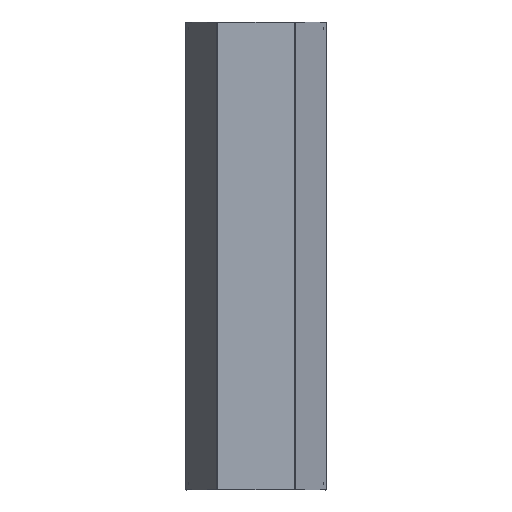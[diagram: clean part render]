
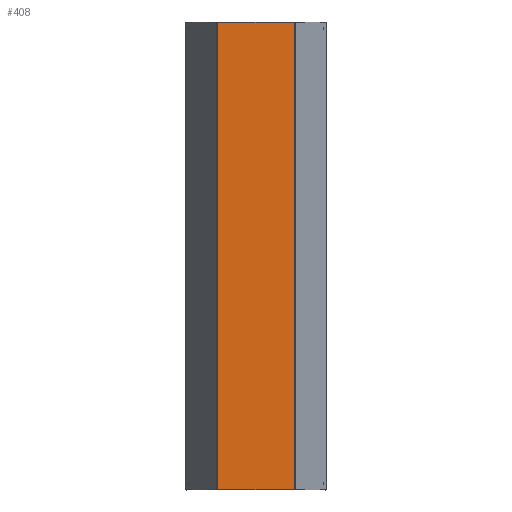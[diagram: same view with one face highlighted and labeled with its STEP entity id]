
A CAD part, top view. The second image highlights one B-rep face of the part: STEP entity #408.
In plain terms, the highlighted planar face has unit normal (0, 0, 1).
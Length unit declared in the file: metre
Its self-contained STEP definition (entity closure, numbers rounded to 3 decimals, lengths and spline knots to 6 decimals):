
#84=ORIENTED_EDGE('',*,*,#169,.T.);
#85=ORIENTED_EDGE('',*,*,#174,.F.);
#86=ORIENTED_EDGE('',*,*,#165,.F.);
#87=ORIENTED_EDGE('',*,*,#175,.T.);
#165=EDGE_CURVE('',#212,#214,#245,.T.);
#169=EDGE_CURVE('',#218,#216,#249,.T.);
#174=EDGE_CURVE('',#214,#216,#254,.T.);
#175=EDGE_CURVE('',#212,#218,#255,.F.);
#212=VERTEX_POINT('',#639);
#214=VERTEX_POINT('',#642);
#216=VERTEX_POINT('',#648);
#218=VERTEX_POINT('',#651);
#245=LINE('',#641,#281);
#249=LINE('',#650,#285);
#254=LINE('',#659,#290);
#255=LINE('',#660,#291);
#281=VECTOR('',#518,1.);
#285=VECTOR('',#524,1.);
#290=VECTOR('',#533,1.);
#291=VECTOR('',#534,1.);
#320=EDGE_LOOP('',(#84,#85,#86,#87));
#358=FACE_BOUND('',#320,.T.);
#388=PLANE('',#451);
#408=ADVANCED_FACE('',(#358),#388,.F.);
#451=AXIS2_PLACEMENT_3D('',#658,#531,#532);
#518=DIRECTION('',(1.,0.,0.));
#524=DIRECTION('',(1.,0.,0.));
#531=DIRECTION('',(0.,0.,-1.));
#532=DIRECTION('',(-1.,0.,0.));
#533=DIRECTION('',(0.,-1.,0.));
#534=DIRECTION('',(0.,1.,0.));
#639=CARTESIAN_POINT('',(0.102309,0.,0.173205));
#641=CARTESIAN_POINT('',(0.225,0.,0.173205));
#642=CARTESIAN_POINT('',(0.347691,0.,0.173205));
#648=CARTESIAN_POINT('',(0.347691,-1.5,0.173205));
#650=CARTESIAN_POINT('',(0.225,-1.5,0.173205));
#651=CARTESIAN_POINT('',(0.102309,-1.5,0.173205));
#658=CARTESIAN_POINT('',(0.225,0.,0.173205));
#659=CARTESIAN_POINT('',(0.347691,0.,0.173205));
#660=CARTESIAN_POINT('',(0.102309,0.,0.173205));
